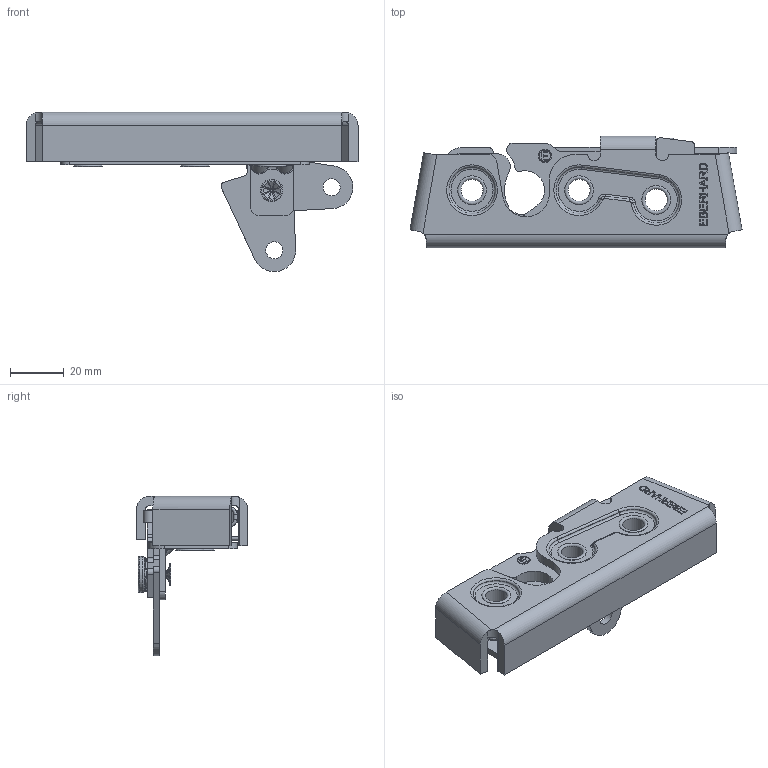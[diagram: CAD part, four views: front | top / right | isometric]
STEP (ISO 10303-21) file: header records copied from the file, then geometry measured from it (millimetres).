
FILE_DESCRIPTION(/* description */ (''),/* implementation_level */ '2;1');
FILE_NAME(/* name */ '9D-400-R_03_01_2022.stp',/* time_stamp */ '2022-03-01T10:44:39-05:00',/* author */ ('dtinay'),/* organization */ (''),/* preprocessor_version */ 'ST-DEVELOPER v18.1',/* originating_system */ 'Autodesk Inventor 2020',/* authorisation */ '');
FILE_SCHEMA (('AUTOMOTIVE_DESIGN { 1 0 10303 214 3 1 1 }'));
Length unit declared in the file: inch
Products named in the file (1): 9D-400-R_Shrinkwrap_1
Bounding box: 123.08 x 41.36 x 59.07 mm (x, y, z)
Volume: 43576.3 mm3; surface area: 36196.1 mm2
Topology: 2 solids, 2 shells, 735 faces, 1974 edges, 1293 vertices
Faces by surface type: plane 301, bspline 216, cylinder 170, torus 34, cone 14
Full cylindrical faces by diameter (mm): 1.219 x6, 1.321 x4, 4.318 x2, 4.826 x2, 6.286 x1, 6.35 x2, 8.115 x3, 9.665 x1, 9.779 x1, 9.842 x6, 9.97 x2, 10.033 x6, 10.16 x6, 11.367 x3, 11.748 x3, 12.7 x1, 13.335 x3
Entity records: 27926 total; most frequent: CARTESIAN_POINT 10549, ORIENTED_EDGE 3944, DIRECTION 3025, EDGE_CURVE 1972, VERTEX_POINT 1292, AXIS2_PLACEMENT_3D 1027, LINE 971, VECTOR 971
